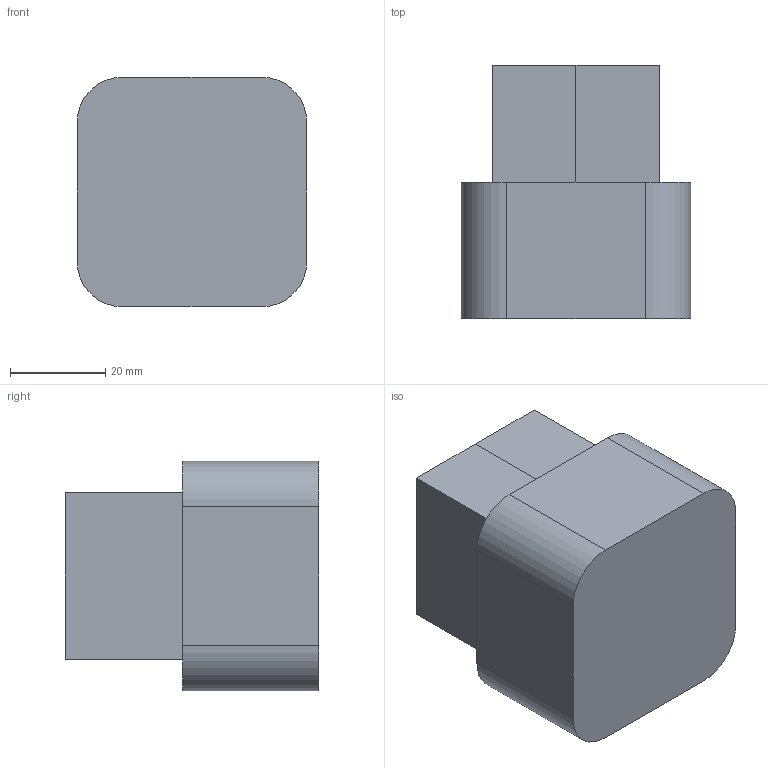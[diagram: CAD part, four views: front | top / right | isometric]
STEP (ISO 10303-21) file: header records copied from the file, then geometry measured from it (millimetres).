
FILE_DESCRIPTION(/* description */ (''),/* implementation_level */ '2;1');
FILE_NAME(/* name */ 'IND2107_boite_noyau.step',/* time_stamp */ '2022-08-31T11:43:48-04:00',/* author */ (''),/* organization */ (''),/* preprocessor_version */ 'ST-DEVELOPER v19',/* originating_system */ 'Autodesk Translation Framework v11.7.0.108',/* authorisation */ '');
FILE_SCHEMA (('AUTOMOTIVE_DESIGN { 1 0 10303 214 3 1 1 }'));
Length unit declared in the file: inch
Products named in the file (6): Boite_noyau; Coffre noyau 1+2; Coffre noyau 1; Coffre noyau 2; Coffre noyau 3; Noyau de sable
Assembly tree (5 placements, depth 3):
  Boite_noyau
    Coffre noyau 1+2
      Coffre noyau 1
      Coffre noyau 2
    Coffre noyau 3
    Noyau de sable
Bounding box: 48.21 x 53.17 x 48.21 mm (x, y, z)
Volume: 93408.4 mm3; surface area: 29755.3 mm2
Topology: 4 solids, 4 shells, 58 faces, 147 edges, 98 vertices
Faces by surface type: plane 27, torus 15, cone 9, cylinder 7
Full cylindrical faces by diameter (mm): 17.022 x1
Entity records: 1974 total; most frequent: DIRECTION 356, CARTESIAN_POINT 314, ORIENTED_EDGE 294, EDGE_CURVE 147, AXIS2_PLACEMENT_3D 140, VERTEX_POINT 98, LINE 76, VECTOR 76
